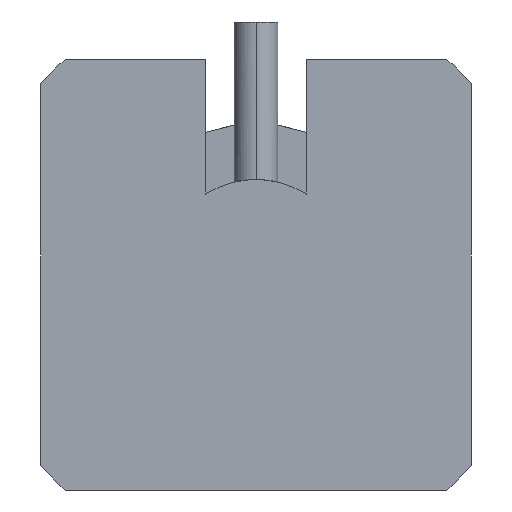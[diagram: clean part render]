
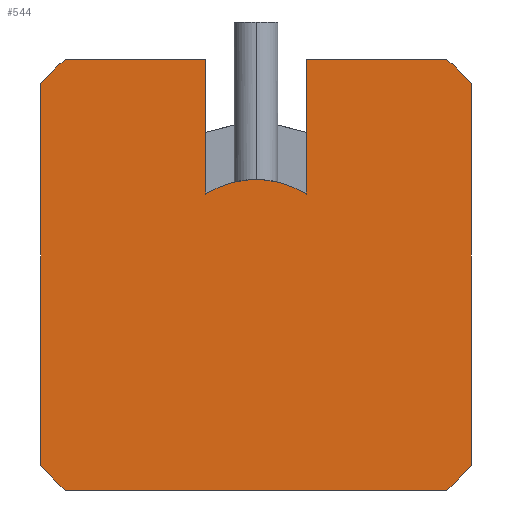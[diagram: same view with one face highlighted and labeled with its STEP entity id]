
A CAD part, left-side view. The second image highlights one B-rep face of the part: STEP entity #544.
In plain terms, the highlighted planar face has unit normal (-1, 0, 0).
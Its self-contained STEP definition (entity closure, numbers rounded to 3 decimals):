
#1=DIRECTION('',(0.,0.,-1.));
#2=VECTOR('',#1,1.876);
#3=CARTESIAN_POINT('',(0.,0.7,2.995));
#4=LINE('',#3,#2);
#5=CARTESIAN_POINT('',(0.,0.,0.));
#6=DIRECTION('',(-1.,0.,0.));
#7=DIRECTION('',(0.,-0.53,0.848));
#8=AXIS2_PLACEMENT_3D('',#5,#6,#7);
#10=DIRECTION('',(0.,0.,-1.));
#11=VECTOR('',#10,1.876);
#12=CARTESIAN_POINT('',(0.,-0.7,2.995));
#13=LINE('',#12,#11);
#14=DIRECTION('',(0.,-1.,0.));
#15=VECTOR('',#14,1.951);
#16=CARTESIAN_POINT('',(0.,-0.7,2.995));
#17=LINE('',#16,#15);
#18=CARTESIAN_POINT('',(0.,0.,0.));
#19=DIRECTION('',(1.,0.,0.));
#20=DIRECTION('',(0.,-0.663,0.749));
#21=AXIS2_PLACEMENT_3D('',#18,#19,#20);
#23=DIRECTION('',(0.,0.,-1.));
#24=VECTOR('',#23,5.303);
#25=CARTESIAN_POINT('',(0.,-2.995,2.651));
#26=LINE('',#25,#24);
#27=CARTESIAN_POINT('',(0.,0.,0.));
#28=DIRECTION('',(-1.,0.,0.));
#29=DIRECTION('',(0.,-0.663,-0.749));
#30=AXIS2_PLACEMENT_3D('',#27,#28,#29);
#32=DIRECTION('',(0.,1.,0.));
#33=VECTOR('',#32,5.303);
#34=CARTESIAN_POINT('',(0.,-2.651,-2.995));
#35=LINE('',#34,#33);
#36=CARTESIAN_POINT('',(0.,0.,0.));
#37=DIRECTION('',(-1.,0.,0.));
#38=DIRECTION('',(0.,0.749,-0.663));
#39=AXIS2_PLACEMENT_3D('',#36,#37,#38);
#41=DIRECTION('',(0.,0.,1.));
#42=VECTOR('',#41,5.303);
#43=CARTESIAN_POINT('',(0.,2.995,-2.651));
#44=LINE('',#43,#42);
#45=CARTESIAN_POINT('',(0.,0.,0.));
#46=DIRECTION('',(1.,0.,0.));
#47=DIRECTION('',(0.,0.749,0.663));
#48=AXIS2_PLACEMENT_3D('',#45,#46,#47);
#50=DIRECTION('',(0.,-1.,0.));
#51=VECTOR('',#50,1.951);
#52=CARTESIAN_POINT('',(0.,2.651,2.995));
#53=LINE('',#52,#51);
#441=CARTESIAN_POINT('',(0.,-2.651,-2.995));
#442=CARTESIAN_POINT('',(0.,2.651,-2.995));
#443=VERTEX_POINT('',#441);
#444=VERTEX_POINT('',#442);
#445=CARTESIAN_POINT('',(0.,2.995,-2.651));
#446=CARTESIAN_POINT('',(0.,2.995,2.651));
#447=VERTEX_POINT('',#445);
#448=VERTEX_POINT('',#446);
#449=CARTESIAN_POINT('',(0.,-2.995,2.651));
#450=CARTESIAN_POINT('',(0.,-2.995,-2.651));
#451=VERTEX_POINT('',#449);
#452=VERTEX_POINT('',#450);
#465=CARTESIAN_POINT('',(0.,2.651,2.995));
#467=VERTEX_POINT('',#465);
#469=CARTESIAN_POINT('',(0.,-2.651,2.995));
#471=VERTEX_POINT('',#469);
#485=CARTESIAN_POINT('',(0.,-0.7,2.995));
#486=VERTEX_POINT('',#485);
#487=CARTESIAN_POINT('',(0.,0.7,2.995));
#488=VERTEX_POINT('',#487);
#490=CARTESIAN_POINT('',(0.,0.7,1.119));
#492=VERTEX_POINT('',#490);
#493=CARTESIAN_POINT('',(0.,-0.7,1.119));
#495=VERTEX_POINT('',#493);
#513=CARTESIAN_POINT('',(0.,0.,0.));
#514=DIRECTION('',(1.,0.,0.));
#515=DIRECTION('',(0.,-1.,0.));
#516=AXIS2_PLACEMENT_3D('',#513,#514,#515);
#517=PLANE('',#516);
#519=ORIENTED_EDGE('',*,*,#518,.T.);
#521=ORIENTED_EDGE('',*,*,#520,.F.);
#523=ORIENTED_EDGE('',*,*,#522,.F.);
#525=ORIENTED_EDGE('',*,*,#524,.T.);
#527=ORIENTED_EDGE('',*,*,#526,.T.);
#529=ORIENTED_EDGE('',*,*,#528,.T.);
#531=ORIENTED_EDGE('',*,*,#530,.F.);
#533=ORIENTED_EDGE('',*,*,#532,.T.);
#535=ORIENTED_EDGE('',*,*,#534,.F.);
#537=ORIENTED_EDGE('',*,*,#536,.T.);
#539=ORIENTED_EDGE('',*,*,#538,.T.);
#541=ORIENTED_EDGE('',*,*,#540,.T.);
#542=EDGE_LOOP('',(#519,#521,#523,#525,#527,#529,#531,#533,#535,#537,#539,
#541));
#543=FACE_OUTER_BOUND('',#542,.F.);
#544=ADVANCED_FACE('',(#543),#517,.F.);
#9=CIRCLE('',#8,1.32);
#22=CIRCLE('',#21,4.);
#31=CIRCLE('',#30,4.);
#40=CIRCLE('',#39,4.);
#49=CIRCLE('',#48,4.);
#518=EDGE_CURVE('',#488,#492,#4,.T.);
#520=EDGE_CURVE('',#495,#492,#9,.T.);
#522=EDGE_CURVE('',#486,#495,#13,.T.);
#524=EDGE_CURVE('',#486,#471,#17,.T.);
#526=EDGE_CURVE('',#471,#451,#22,.T.);
#528=EDGE_CURVE('',#451,#452,#26,.T.);
#530=EDGE_CURVE('',#443,#452,#31,.T.);
#532=EDGE_CURVE('',#443,#444,#35,.T.);
#534=EDGE_CURVE('',#447,#444,#40,.T.);
#536=EDGE_CURVE('',#447,#448,#44,.T.);
#538=EDGE_CURVE('',#448,#467,#49,.T.);
#540=EDGE_CURVE('',#467,#488,#53,.T.);
